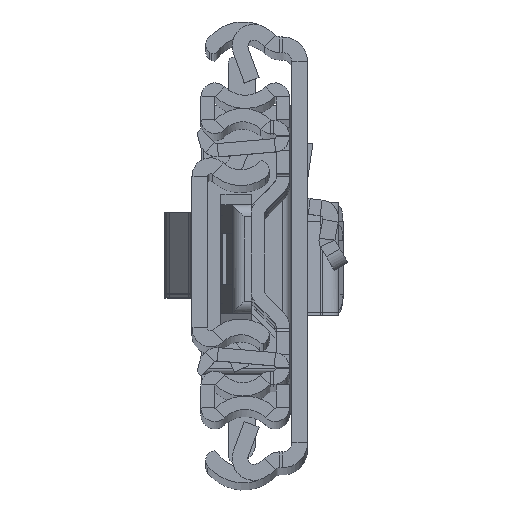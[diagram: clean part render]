
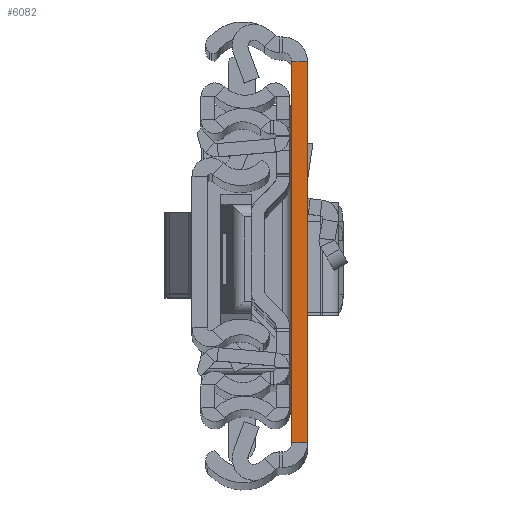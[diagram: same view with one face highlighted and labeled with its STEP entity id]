
A CAD part, top view. The second image highlights one B-rep face of the part: STEP entity #6082.
In plain terms, the highlighted planar face has unit normal (0, 0, 1).
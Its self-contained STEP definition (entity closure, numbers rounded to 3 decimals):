
#960 = CARTESIAN_POINT ( 'NONE',  ( 0., -31.5, 0. ) ) ;
#1450 = CARTESIAN_POINT ( 'NONE',  ( 0., -31.5, 0. ) ) ;
#1722 = CARTESIAN_POINT ( 'NONE',  ( 2.6, 31.5, 0. ) ) ;
#2301 = VECTOR ( 'NONE', #14250, 1000. ) ;
#2354 = LINE ( 'NONE', #960, #9529 ) ;
#2527 = DIRECTION ( 'NONE',  ( 0., 0., -1. ) ) ;
#2697 = AXIS2_PLACEMENT_3D ( 'NONE', #16058, #2527, #8577 ) ;
#3379 = LINE ( 'NONE', #3590, #2301 ) ;
#3590 = CARTESIAN_POINT ( 'NONE',  ( 2.6, -31.5, 0. ) ) ;
#3683 = EDGE_CURVE ( 'NONE', #19140, #17788, #13696, .T. ) ;
#5051 = EDGE_LOOP ( 'NONE', ( #12894, #19446, #14307, #13348 ) ) ;
#5490 = FACE_OUTER_BOUND ( 'NONE', #5051, .T. ) ;
#6082 = ADVANCED_FACE ( 'NONE', ( #5490 ), #12999, .F. ) ;
#6676 = CARTESIAN_POINT ( 'NONE',  ( 2.6, 31.5, 0. ) ) ;
#8577 = DIRECTION ( 'NONE',  ( 0., 1., 0. ) ) ;
#8962 = EDGE_CURVE ( 'NONE', #11408, #19140, #2354, .T. ) ;
#9346 = DIRECTION ( 'NONE',  ( 1., 0., 0. ) ) ;
#9529 = VECTOR ( 'NONE', #9986, 1000. ) ;
#9986 = DIRECTION ( 'NONE',  ( 0., 1., 0. ) ) ;
#11408 = VERTEX_POINT ( 'NONE', #1450 ) ;
#11445 = VECTOR ( 'NONE', #15177, 1000. ) ;
#11569 = VERTEX_POINT ( 'NONE', #19436 ) ;
#12882 = CARTESIAN_POINT ( 'NONE',  ( 0., 31.5, 0. ) ) ;
#12894 = ORIENTED_EDGE ( 'NONE', *, *, #3683, .F. ) ;
#12999 = PLANE ( 'NONE',  #2697 ) ;
#13325 = EDGE_CURVE ( 'NONE', #11569, #17788, #3379, .T. ) ;
#13348 = ORIENTED_EDGE ( 'NONE', *, *, #13325, .T. ) ;
#13696 = LINE ( 'NONE', #1722, #11445 ) ;
#14250 = DIRECTION ( 'NONE',  ( 0., 1., 0. ) ) ;
#14307 = ORIENTED_EDGE ( 'NONE', *, *, #15050, .T. ) ;
#14935 = LINE ( 'NONE', #19424, #17704 ) ;
#15050 = EDGE_CURVE ( 'NONE', #11408, #11569, #14935, .T. ) ;
#15177 = DIRECTION ( 'NONE',  ( 1., 0., 0. ) ) ;
#16058 = CARTESIAN_POINT ( 'NONE',  ( 2.6, -31.5, 0. ) ) ;
#17704 = VECTOR ( 'NONE', #9346, 1000. ) ;
#17788 = VERTEX_POINT ( 'NONE', #6676 ) ;
#19140 = VERTEX_POINT ( 'NONE', #12882 ) ;
#19424 = CARTESIAN_POINT ( 'NONE',  ( 2.6, -31.5, 0. ) ) ;
#19436 = CARTESIAN_POINT ( 'NONE',  ( 2.6, -31.5, 0. ) ) ;
#19446 = ORIENTED_EDGE ( 'NONE', *, *, #8962, .F. ) ;
